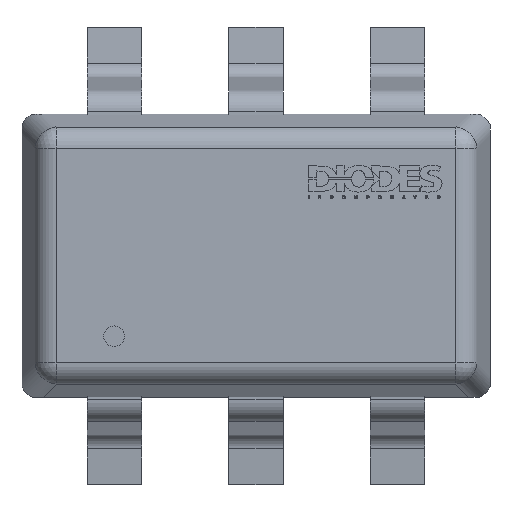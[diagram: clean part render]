
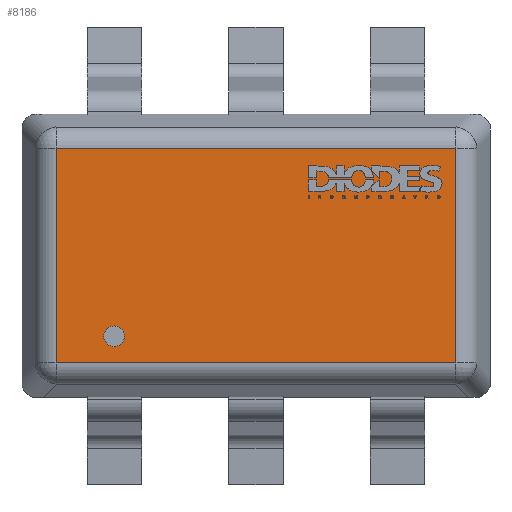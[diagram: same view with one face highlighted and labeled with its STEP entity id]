
A CAD part, top view. The second image highlights one B-rep face of the part: STEP entity #8186.
In plain terms, the highlighted planar face has unit normal (0, 0, 1).
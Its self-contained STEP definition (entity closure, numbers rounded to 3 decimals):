
#645=PLANE('',#8728);
#923=LINE('',#10775,#1717);
#929=LINE('',#10797,#1723);
#931=LINE('',#10800,#1725);
#933=LINE('',#10803,#1727);
#1717=VECTOR('',#9199,1.836);
#1723=VECTOR('',#9225,1.836);
#1725=VECTOR('',#9229,0.986);
#1727=VECTOR('',#9233,0.986);
#2563=FACE_OUTER_BOUND('',#3036,.T.);
#3036=EDGE_LOOP('',(#5796,#5797,#5798,#5799));
#3605=VERTEX_POINT('',#10759);
#3606=VERTEX_POINT('',#10763);
#3607=VERTEX_POINT('',#10767);
#3613=VERTEX_POINT('',#10785);
#4457=EDGE_CURVE('',#3607,#3605,#923,.T.);
#4469=EDGE_CURVE('',#3606,#3613,#929,.T.);
#4471=EDGE_CURVE('',#3613,#3607,#931,.T.);
#4473=EDGE_CURVE('',#3605,#3606,#933,.T.);
#5796=ORIENTED_EDGE('',*,*,#4469,.F.);
#5797=ORIENTED_EDGE('',*,*,#4473,.F.);
#5798=ORIENTED_EDGE('',*,*,#4457,.F.);
#5799=ORIENTED_EDGE('',*,*,#4471,.F.);
#8186=ADVANCED_FACE('',(#2563),#645,.T.);
#8728=AXIS2_PLACEMENT_3D('',#10813,#9248,#9249);
#9199=DIRECTION('',(-1.,0.,0.));
#9225=DIRECTION('',(1.,0.,0.));
#9229=DIRECTION('',(0.,-1.,0.));
#9233=DIRECTION('',(0.,1.,0.));
#9248=DIRECTION('center_axis',(0.,0.,1.));
#9249=DIRECTION('ref_axis',(1.,0.,0.));
#10759=CARTESIAN_POINT('',(-0.918,-0.493,1.));
#10763=CARTESIAN_POINT('',(-0.918,0.493,1.));
#10767=CARTESIAN_POINT('',(0.918,-0.493,1.));
#10775=CARTESIAN_POINT('',(-0.269,-0.493,1.));
#10785=CARTESIAN_POINT('',(0.918,0.493,1.));
#10797=CARTESIAN_POINT('',(0.269,0.493,1.));
#10800=CARTESIAN_POINT('',(0.918,-0.163,1.));
#10803=CARTESIAN_POINT('',(-0.918,0.163,1.));
#10813=CARTESIAN_POINT('Origin',(0.,0.,1.));
